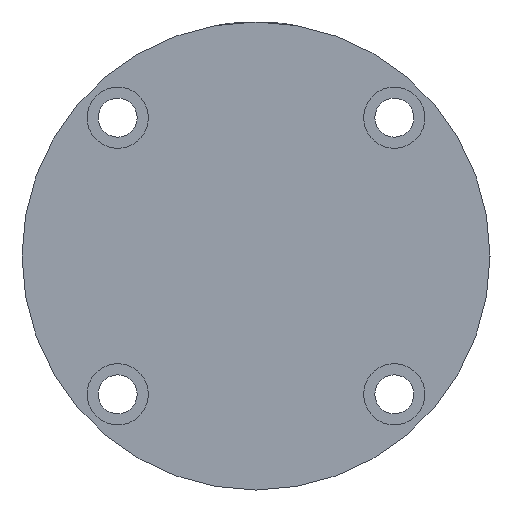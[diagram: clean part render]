
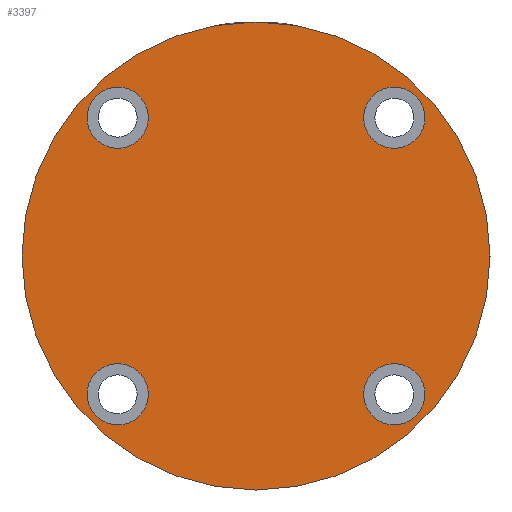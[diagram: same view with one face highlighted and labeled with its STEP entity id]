
A CAD part, left-side view. The second image highlights one B-rep face of the part: STEP entity #3397.
In plain terms, the highlighted face is planar.
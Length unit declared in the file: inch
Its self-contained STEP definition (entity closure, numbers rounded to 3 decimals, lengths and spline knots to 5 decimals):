
#40 = VERTEX_POINT ( 'NONE', #2782 ) ;
#92 = EDGE_LOOP ( 'NONE', ( #4451, #2535 ) ) ;
#101 = ORIENTED_EDGE ( 'NONE', *, *, #1925, .F. ) ;
#121 = AXIS2_PLACEMENT_3D ( 'NONE', #1146, #3613, #1500 ) ;
#131 = DIRECTION ( 'NONE',  ( 0., 0., 1. ) ) ;
#147 = CARTESIAN_POINT ( 'NONE',  ( 0., 0.5, 0. ) ) ;
#155 = CARTESIAN_POINT ( 'NONE',  ( 0.77428, 0.5, -0.77428 ) ) ;
#167 = AXIS2_PLACEMENT_3D ( 'NONE', #3330, #1207, #3660 ) ;
#204 = DIRECTION ( 'NONE',  ( 0., 1., 0. ) ) ;
#295 = AXIS2_PLACEMENT_3D ( 'NONE', #4343, #2283, #131 ) ;
#300 = FACE_BOUND ( 'NONE', #2988, .T. ) ;
#455 = CARTESIAN_POINT ( 'NONE',  ( 0.77428, 0.5, 0.77428 ) ) ;
#458 = CIRCLE ( 'NONE', #2071, 0.1715 ) ;
#488 = CIRCLE ( 'NONE', #167, 1.31 ) ;
#489 = VERTEX_POINT ( 'NONE', #1596 ) ;
#529 = EDGE_CURVE ( 'NONE', #4347, #2154, #3936, .T. ) ;
#536 = DIRECTION ( 'NONE',  ( 0., 0., 1. ) ) ;
#613 = AXIS2_PLACEMENT_3D ( 'NONE', #155, #2689, #536 ) ;
#637 = EDGE_CURVE ( 'NONE', #2864, #4510, #2257, .T. ) ;
#641 = CARTESIAN_POINT ( 'NONE',  ( -0.77428, 0.5, -0.77428 ) ) ;
#807 = VERTEX_POINT ( 'NONE', #1353 ) ;
#838 = DIRECTION ( 'NONE',  ( 0., 1., 0. ) ) ;
#893 = CARTESIAN_POINT ( 'NONE',  ( -0.77428, 0.5, -0.94578 ) ) ;
#916 = CIRCLE ( 'NONE', #4161, 1.31 ) ;
#946 = CIRCLE ( 'NONE', #295, 0.1715 ) ;
#991 = CARTESIAN_POINT ( 'NONE',  ( 0.77428, 0.5, 0.94578 ) ) ;
#993 = DIRECTION ( 'NONE',  ( 0., 0., 1. ) ) ;
#1146 = CARTESIAN_POINT ( 'NONE',  ( -0.77428, 0.5, -0.77428 ) ) ;
#1207 = DIRECTION ( 'NONE',  ( 0., 1., 0. ) ) ;
#1217 = EDGE_LOOP ( 'NONE', ( #3408, #1717 ) ) ;
#1245 = DIRECTION ( 'NONE',  ( 0., 0., -1. ) ) ;
#1259 = FACE_BOUND ( 'NONE', #2242, .T. ) ;
#1353 = CARTESIAN_POINT ( 'NONE',  ( 0.77428, 0.5, -0.60278 ) ) ;
#1354 = VERTEX_POINT ( 'NONE', #2501 ) ;
#1473 = ORIENTED_EDGE ( 'NONE', *, *, #529, .F. ) ;
#1500 = DIRECTION ( 'NONE',  ( 0., 0., 1. ) ) ;
#1512 = CARTESIAN_POINT ( 'NONE',  ( 0.77428, 0.5, 0.77428 ) ) ;
#1582 = PLANE ( 'NONE',  #4307 ) ;
#1596 = CARTESIAN_POINT ( 'NONE',  ( -0.77428, 0.5, 0.94578 ) ) ;
#1717 = ORIENTED_EDGE ( 'NONE', *, *, #3524, .F. ) ;
#1756 = CIRCLE ( 'NONE', #2636, 0.1715 ) ;
#1868 = DIRECTION ( 'NONE',  ( 0., 0., 1. ) ) ;
#1884 = DIRECTION ( 'NONE',  ( 0., 1., 0. ) ) ;
#1894 = EDGE_LOOP ( 'NONE', ( #2500, #2208 ) ) ;
#1925 = EDGE_CURVE ( 'NONE', #2154, #4347, #458, .T. ) ;
#1980 = DIRECTION ( 'NONE',  ( 0., 1., 0. ) ) ;
#2042 = EDGE_CURVE ( 'NONE', #1354, #489, #946, .T. ) ;
#2071 = AXIS2_PLACEMENT_3D ( 'NONE', #641, #3149, #993 ) ;
#2154 = VERTEX_POINT ( 'NONE', #893 ) ;
#2208 = ORIENTED_EDGE ( 'NONE', *, *, #3334, .T. ) ;
#2219 = FACE_BOUND ( 'NONE', #92, .T. ) ;
#2242 = EDGE_LOOP ( 'NONE', ( #3657, #3232 ) ) ;
#2257 = CIRCLE ( 'NONE', #3019, 0.1715 ) ;
#2278 = CARTESIAN_POINT ( 'NONE',  ( 0.77428, 0.5, 0.60278 ) ) ;
#2283 = DIRECTION ( 'NONE',  ( 0., 1., 0. ) ) ;
#2315 = VERTEX_POINT ( 'NONE', #3144 ) ;
#2362 = CARTESIAN_POINT ( 'NONE',  ( 0.77428, 0.5, -0.77428 ) ) ;
#2464 = CIRCLE ( 'NONE', #613, 0.1715 ) ;
#2500 = ORIENTED_EDGE ( 'NONE', *, *, #2818, .T. ) ;
#2501 = CARTESIAN_POINT ( 'NONE',  ( -0.77428, 0.5, 0.60278 ) ) ;
#2523 = EDGE_CURVE ( 'NONE', #489, #1354, #3590, .T. ) ;
#2535 = ORIENTED_EDGE ( 'NONE', *, *, #2042, .F. ) ;
#2636 = AXIS2_PLACEMENT_3D ( 'NONE', #2362, #204, #2736 ) ;
#2689 = DIRECTION ( 'NONE',  ( 0., 1., 0. ) ) ;
#2736 = DIRECTION ( 'NONE',  ( 0., 0., 1. ) ) ;
#2776 = AXIS2_PLACEMENT_3D ( 'NONE', #3001, #838, #3331 ) ;
#2782 = CARTESIAN_POINT ( 'NONE',  ( 0., 0.5, -1.31 ) ) ;
#2818 = EDGE_CURVE ( 'NONE', #2315, #40, #488, .T. ) ;
#2848 = CIRCLE ( 'NONE', #3485, 0.1715 ) ;
#2864 = VERTEX_POINT ( 'NONE', #2278 ) ;
#2988 = EDGE_LOOP ( 'NONE', ( #1473, #101 ) ) ;
#3001 = CARTESIAN_POINT ( 'NONE',  ( -0.77428, 0.5, 0.77428 ) ) ;
#3019 = AXIS2_PLACEMENT_3D ( 'NONE', #455, #1980, #4398 ) ;
#3144 = CARTESIAN_POINT ( 'NONE',  ( 0., 0.5, 1.31 ) ) ;
#3149 = DIRECTION ( 'NONE',  ( 0., 1., 0. ) ) ;
#3165 = FACE_OUTER_BOUND ( 'NONE', #1894, .T. ) ;
#3232 = ORIENTED_EDGE ( 'NONE', *, *, #637, .F. ) ;
#3307 = EDGE_CURVE ( 'NONE', #4510, #2864, #2848, .T. ) ;
#3330 = CARTESIAN_POINT ( 'NONE',  ( 0., 0.5, 0. ) ) ;
#3331 = DIRECTION ( 'NONE',  ( 0., 0., 1. ) ) ;
#3334 = EDGE_CURVE ( 'NONE', #40, #2315, #916, .T. ) ;
#3368 = DIRECTION ( 'NONE',  ( 0., -1., 0. ) ) ;
#3397 = ADVANCED_FACE ( 'PLANAR_0', ( #300, #4045, #1259, #2219, #3165 ), #1582, .F. ) ;
#3408 = ORIENTED_EDGE ( 'NONE', *, *, #4286, .F. ) ;
#3485 = AXIS2_PLACEMENT_3D ( 'NONE', #1512, #3959, #1868 ) ;
#3524 = EDGE_CURVE ( 'NONE', #3985, #807, #1756, .T. ) ;
#3590 = CIRCLE ( 'NONE', #2776, 0.1715 ) ;
#3613 = DIRECTION ( 'NONE',  ( 0., 1., 0. ) ) ;
#3657 = ORIENTED_EDGE ( 'NONE', *, *, #3307, .F. ) ;
#3660 = DIRECTION ( 'NONE',  ( 0., 0., 1. ) ) ;
#3842 = CARTESIAN_POINT ( 'NONE',  ( 0.77428, 0.5, -0.94578 ) ) ;
#3936 = CIRCLE ( 'NONE', #121, 0.1715 ) ;
#3959 = DIRECTION ( 'NONE',  ( 0., 1., 0. ) ) ;
#3972 = CARTESIAN_POINT ( 'NONE',  ( 0., 0.5, 0. ) ) ;
#3985 = VERTEX_POINT ( 'NONE', #3842 ) ;
#4045 = FACE_BOUND ( 'NONE', #1217, .T. ) ;
#4161 = AXIS2_PLACEMENT_3D ( 'NONE', #3972, #1884, #4309 ) ;
#4286 = EDGE_CURVE ( 'NONE', #807, #3985, #2464, .T. ) ;
#4307 = AXIS2_PLACEMENT_3D ( 'NONE', #147, #3368, #1245 ) ;
#4309 = DIRECTION ( 'NONE',  ( 0., 0., 1. ) ) ;
#4343 = CARTESIAN_POINT ( 'NONE',  ( -0.77428, 0.5, 0.77428 ) ) ;
#4347 = VERTEX_POINT ( 'NONE', #4405 ) ;
#4398 = DIRECTION ( 'NONE',  ( 0., 0., 1. ) ) ;
#4405 = CARTESIAN_POINT ( 'NONE',  ( -0.77428, 0.5, -0.60278 ) ) ;
#4451 = ORIENTED_EDGE ( 'NONE', *, *, #2523, .F. ) ;
#4510 = VERTEX_POINT ( 'NONE', #991 ) ;
